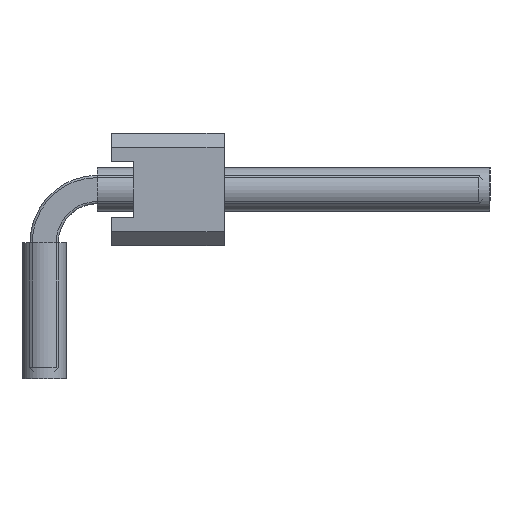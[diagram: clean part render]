
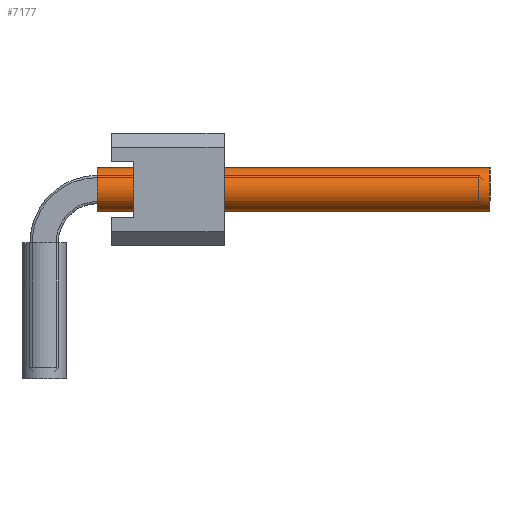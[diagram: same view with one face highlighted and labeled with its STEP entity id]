
A CAD part, left-side view. The second image highlights one B-rep face of the part: STEP entity #7177.
In plain terms, the highlighted cylindrical face has radius 0.5 mm (diameter 1 mm), a full revolution.
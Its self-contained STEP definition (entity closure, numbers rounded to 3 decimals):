
#4042=ORIENTED_EDGE('',*,*,#5064,.F.);
#4043=ORIENTED_EDGE('',*,*,#5065,.T.);
#5064=EDGE_CURVE('',#5744,#5744,#5940,.T.);
#5065=EDGE_CURVE('',#5745,#5745,#5941,.T.);
#5744=VERTEX_POINT('',#11830);
#5745=VERTEX_POINT('',#11832);
#5940=CIRCLE('',#7779,0.5);
#5941=CIRCLE('',#7780,0.5);
#6334=EDGE_LOOP('',(#4042));
#6335=EDGE_LOOP('',(#4043));
#6728=FACE_BOUND('',#6334,.T.);
#6729=FACE_BOUND('',#6335,.T.);
#6829=CYLINDRICAL_SURFACE('',#7778,0.5);
#7177=ADVANCED_FACE('',(#6728,#6729),#6829,.F.);
#7778=AXIS2_PLACEMENT_3D('',#11828,#9731,#9732);
#7779=AXIS2_PLACEMENT_3D('',#11829,#9733,#9734);
#7780=AXIS2_PLACEMENT_3D('',#11831,#9735,#9736);
#9731=DIRECTION('',(1.,0.,0.));
#9732=DIRECTION('',(0.,0.,-1.));
#9733=DIRECTION('',(-1.,0.,0.));
#9734=DIRECTION('',(0.,0.,1.));
#9735=DIRECTION('',(-1.,0.,0.));
#9736=DIRECTION('',(0.,0.,1.));
#11828=CARTESIAN_POINT('',(1.2,0.,4.27));
#11829=CARTESIAN_POINT('',(10.06,0.,4.27));
#11830=CARTESIAN_POINT('',(10.06,0.,4.77));
#11831=CARTESIAN_POINT('',(1.2,0.,4.27));
#11832=CARTESIAN_POINT('',(1.2,0.,4.77));
